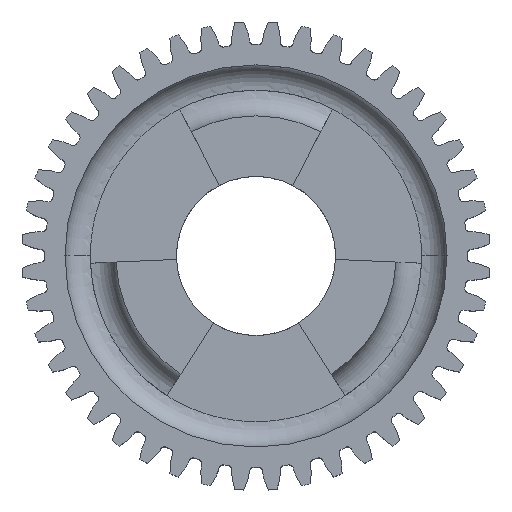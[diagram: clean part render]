
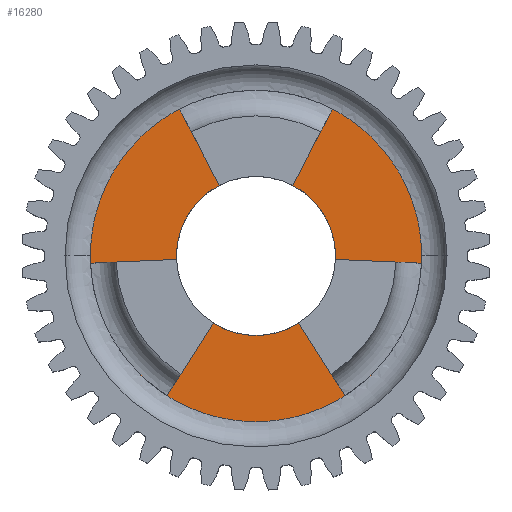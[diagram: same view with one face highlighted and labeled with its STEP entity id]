
A CAD part, top view. The second image highlights one B-rep face of the part: STEP entity #16280.
In plain terms, the highlighted planar face has unit normal (0, 0, 1).
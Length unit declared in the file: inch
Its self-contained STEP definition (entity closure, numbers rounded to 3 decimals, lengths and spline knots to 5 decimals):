
#33 = ORIENTED_EDGE ( 'NONE', *, *, #1865, .F. ) ;
#83 = DIRECTION ( 'NONE',  ( 1., 0., 0. ) ) ;
#479 = CIRCLE ( 'NONE', #5826, 0.8125 ) ;
#530 = EDGE_CURVE ( 'NONE', #17539, #9828, #11390, .T. ) ;
#940 = EDGE_CURVE ( 'NONE', #10659, #7042, #17073, .T. ) ;
#973 = CARTESIAN_POINT ( 'NONE',  ( -0.81173, -0.03544, 0.0375 ) ) ;
#994 = CIRCLE ( 'NONE', #7492, 0.39063 ) ;
#1141 = ORIENTED_EDGE ( 'NONE', *, *, #12043, .T. ) ;
#1273 = DIRECTION ( 'NONE',  ( 1., 0., 0. ) ) ;
#1387 = VERTEX_POINT ( 'NONE', #973 ) ;
#1598 = ORIENTED_EDGE ( 'NONE', *, *, #12808, .F. ) ;
#1599 = VERTEX_POINT ( 'NONE', #5185 ) ;
#1630 = ORIENTED_EDGE ( 'NONE', *, *, #16210, .F. ) ;
#1635 = CARTESIAN_POINT ( 'NONE',  ( 0.39025, -0.01704, 0.0375 ) ) ;
#1799 = DIRECTION ( 'NONE',  ( -0.999, -0.044, 0. ) ) ;
#1834 = ORIENTED_EDGE ( 'NONE', *, *, #940, .F. ) ;
#1865 = EDGE_CURVE ( 'NONE', #12689, #10948, #8332, .T. ) ;
#2182 = CARTESIAN_POINT ( 'NONE',  ( 0., 0., 0.0375 ) ) ;
#2258 = LINE ( 'NONE', #11718, #8749 ) ;
#2383 = CARTESIAN_POINT ( 'NONE',  ( 0.37517, 0.7207, 0.0375 ) ) ;
#2449 = CARTESIAN_POINT ( 'NONE',  ( 0., 0., 0.0375 ) ) ;
#2749 = ORIENTED_EDGE ( 'NONE', *, *, #9944, .T. ) ;
#2778 = ORIENTED_EDGE ( 'NONE', *, *, #14347, .F. ) ;
#3267 = ORIENTED_EDGE ( 'NONE', *, *, #17262, .F. ) ;
#3318 = DIRECTION ( 'NONE',  ( 0.537, -0.843, 0. ) ) ;
#3350 = ORIENTED_EDGE ( 'NONE', *, *, #7421, .F. ) ;
#3576 = DIRECTION ( 'NONE',  ( 1., 0., 0. ) ) ;
#3609 = CIRCLE ( 'NONE', #6642, 0.39063 ) ;
#3703 = DIRECTION ( 'NONE',  ( -0.999, 0.044, 0. ) ) ;
#3768 = CIRCLE ( 'NONE', #14687, 0.39063 ) ;
#3802 = VERTEX_POINT ( 'NONE', #7342 ) ;
#3827 = VERTEX_POINT ( 'NONE', #8744 ) ;
#3837 = DIRECTION ( 'NONE',  ( 1., 0., 0. ) ) ;
#4007 = CARTESIAN_POINT ( 'NONE',  ( -0.20988, -0.32945, 0.0375 ) ) ;
#4236 = DIRECTION ( 'NONE',  ( 0., 0., -1. ) ) ;
#4654 = VECTOR ( 'NONE', #6542, 39.37008 ) ;
#4659 = EDGE_CURVE ( 'NONE', #3802, #3827, #14282, .T. ) ;
#4809 = LINE ( 'NONE', #13046, #15510 ) ;
#5147 = PLANE ( 'NONE',  #15434 ) ;
#5185 = CARTESIAN_POINT ( 'NONE',  ( 0.43656, -0.68526, 0.0375 ) ) ;
#5354 = CARTESIAN_POINT ( 'NONE',  ( -0.39063, 0., 0.0375 ) ) ;
#5357 = CARTESIAN_POINT ( 'NONE',  ( -0.43656, -0.68526, 0.0375 ) ) ;
#5789 = FACE_OUTER_BOUND ( 'NONE', #11223, .T. ) ;
#5826 = AXIS2_PLACEMENT_3D ( 'NONE', #6785, #16556, #8180 ) ;
#5860 = EDGE_CURVE ( 'NONE', #9828, #13195, #994, .T. ) ;
#6542 = DIRECTION ( 'NONE',  ( 0.462, -0.887, 0. ) ) ;
#6642 = AXIS2_PLACEMENT_3D ( 'NONE', #17914, #9560, #1273 ) ;
#6716 = DIRECTION ( 'NONE',  ( 0.537, 0.843, 0. ) ) ;
#6785 = CARTESIAN_POINT ( 'NONE',  ( 0., 0., 0.0375 ) ) ;
#6930 = ORIENTED_EDGE ( 'NONE', *, *, #13335, .T. ) ;
#7042 = VERTEX_POINT ( 'NONE', #4007 ) ;
#7210 = DIRECTION ( 'NONE',  ( 1., 0., 0. ) ) ;
#7222 = CARTESIAN_POINT ( 'NONE',  ( 0., 0., 0.0375 ) ) ;
#7342 = CARTESIAN_POINT ( 'NONE',  ( -0.81292, 0., 0.0375 ) ) ;
#7421 = EDGE_CURVE ( 'NONE', #15948, #1387, #7683, .T. ) ;
#7492 = AXIS2_PLACEMENT_3D ( 'NONE', #16749, #8374, #83 ) ;
#7501 = DIRECTION ( 'NONE',  ( 0., 0., 1. ) ) ;
#7571 = DIRECTION ( 'NONE',  ( 0.462, 0.887, 0. ) ) ;
#7683 = LINE ( 'NONE', #11503, #15154 ) ;
#7921 = DIRECTION ( 'NONE',  ( 0., 0., 1. ) ) ;
#8128 = EDGE_CURVE ( 'NONE', #13195, #9804, #2258, .T. ) ;
#8180 = DIRECTION ( 'NONE',  ( 1., 0., 0. ) ) ;
#8181 = DIRECTION ( 'NONE',  ( 0., 0., 1. ) ) ;
#8257 = CARTESIAN_POINT ( 'NONE',  ( 0.20988, -0.32945, 0.0375 ) ) ;
#8332 = LINE ( 'NONE', #14912, #4654 ) ;
#8374 = DIRECTION ( 'NONE',  ( 0., 0., 1. ) ) ;
#8622 = DIRECTION ( 'NONE',  ( 1., 0., 0. ) ) ;
#8680 = EDGE_CURVE ( 'NONE', #14623, #15948, #3768, .T. ) ;
#8711 = AXIS2_PLACEMENT_3D ( 'NONE', #2449, #12162, #3837 ) ;
#8744 = CARTESIAN_POINT ( 'NONE',  ( 0.81292, 0., 0.0375 ) ) ;
#8749 = VECTOR ( 'NONE', #7571, 39.37008 ) ;
#8844 = AXIS2_PLACEMENT_3D ( 'NONE', #15890, #7501, #17256 ) ;
#8875 = AXIS2_PLACEMENT_3D ( 'NONE', #11464, #11422, #7210 ) ;
#8938 = AXIS2_PLACEMENT_3D ( 'NONE', #2182, #11897, #3576 ) ;
#9006 = CARTESIAN_POINT ( 'NONE',  ( -0.18037, 0.34649, 0.0375 ) ) ;
#9049 = CARTESIAN_POINT ( 'NONE',  ( -0.37517, 0.7207, 0.0375 ) ) ;
#9138 = VECTOR ( 'NONE', #3703, 39.37008 ) ;
#9478 = CIRCLE ( 'NONE', #8844, 0.39063 ) ;
#9560 = DIRECTION ( 'NONE',  ( 0., 0., 1. ) ) ;
#9804 = VERTEX_POINT ( 'NONE', #2383 ) ;
#9828 = VERTEX_POINT ( 'NONE', #12099 ) ;
#9944 = EDGE_CURVE ( 'NONE', #3827, #3802, #11357, .T. ) ;
#10449 = CIRCLE ( 'NONE', #8938, 0.8125 ) ;
#10615 = CARTESIAN_POINT ( 'NONE',  ( 0., 0., 0.0375 ) ) ;
#10639 = AXIS2_PLACEMENT_3D ( 'NONE', #7222, #16990, #8622 ) ;
#10659 = VERTEX_POINT ( 'NONE', #5357 ) ;
#10678 = CIRCLE ( 'NONE', #16107, 0.8125 ) ;
#10850 = EDGE_LOOP ( 'NONE', ( #33, #15170, #15293, #16363, #14292, #1598, #1141, #2778, #1630, #1834, #6930, #3350, #14677, #3267 ) ) ;
#10948 = VERTEX_POINT ( 'NONE', #9006 ) ;
#11123 = CARTESIAN_POINT ( 'NONE',  ( 0.18037, 0.34649, 0.0375 ) ) ;
#11223 = EDGE_LOOP ( 'NONE', ( #2749, #15108 ) ) ;
#11357 = CIRCLE ( 'NONE', #8711, 0.81292 ) ;
#11390 = CIRCLE ( 'NONE', #8875, 0.39063 ) ;
#11422 = DIRECTION ( 'NONE',  ( 0., 0., 1. ) ) ;
#11464 = CARTESIAN_POINT ( 'NONE',  ( 0., 0., 0.0375 ) ) ;
#11503 = CARTESIAN_POINT ( 'NONE',  ( 0., 0., 0.0375 ) ) ;
#11718 = CARTESIAN_POINT ( 'NONE',  ( 0., 0., 0.0375 ) ) ;
#11897 = DIRECTION ( 'NONE',  ( 0., 0., -1. ) ) ;
#11922 = VERTEX_POINT ( 'NONE', #8257 ) ;
#12043 = EDGE_CURVE ( 'NONE', #16628, #1599, #10449, .T. ) ;
#12099 = CARTESIAN_POINT ( 'NONE',  ( 0.39063, 0., 0.0375 ) ) ;
#12162 = DIRECTION ( 'NONE',  ( 0., 0., 1. ) ) ;
#12561 = CARTESIAN_POINT ( 'NONE',  ( 0., 0., 0.0375 ) ) ;
#12689 = VERTEX_POINT ( 'NONE', #9049 ) ;
#12808 = EDGE_CURVE ( 'NONE', #16628, #17539, #16608, .T. ) ;
#13046 = CARTESIAN_POINT ( 'NONE',  ( 0., 0., 0.0375 ) ) ;
#13195 = VERTEX_POINT ( 'NONE', #11123 ) ;
#13202 = FACE_BOUND ( 'NONE', #10850, .T. ) ;
#13211 = CARTESIAN_POINT ( 'NONE',  ( -0.39025, -0.01704, 0.0375 ) ) ;
#13335 = EDGE_CURVE ( 'NONE', #10659, #1387, #479, .T. ) ;
#13375 = VECTOR ( 'NONE', #6716, 39.37008 ) ;
#13729 = EDGE_CURVE ( 'NONE', #12689, #9804, #10678, .T. ) ;
#13979 = DIRECTION ( 'NONE',  ( 1., 0., 0. ) ) ;
#14282 = CIRCLE ( 'NONE', #10639, 0.81292 ) ;
#14292 = ORIENTED_EDGE ( 'NONE', *, *, #530, .F. ) ;
#14347 = EDGE_CURVE ( 'NONE', #11922, #1599, #4809, .T. ) ;
#14623 = VERTEX_POINT ( 'NONE', #5354 ) ;
#14677 = ORIENTED_EDGE ( 'NONE', *, *, #8680, .F. ) ;
#14687 = AXIS2_PLACEMENT_3D ( 'NONE', #16557, #8181, #17933 ) ;
#14899 = CARTESIAN_POINT ( 'NONE',  ( 0., 0., 0.0375 ) ) ;
#14912 = CARTESIAN_POINT ( 'NONE',  ( 0., 0., 0.0375 ) ) ;
#15100 = CARTESIAN_POINT ( 'NONE',  ( 0., 0., 0.0375 ) ) ;
#15108 = ORIENTED_EDGE ( 'NONE', *, *, #4659, .T. ) ;
#15154 = VECTOR ( 'NONE', #1799, 39.37008 ) ;
#15170 = ORIENTED_EDGE ( 'NONE', *, *, #13729, .T. ) ;
#15293 = ORIENTED_EDGE ( 'NONE', *, *, #8128, .F. ) ;
#15434 = AXIS2_PLACEMENT_3D ( 'NONE', #14899, #7921, #17670 ) ;
#15510 = VECTOR ( 'NONE', #3318, 39.37008 ) ;
#15890 = CARTESIAN_POINT ( 'NONE',  ( 0., 0., 0.0375 ) ) ;
#15948 = VERTEX_POINT ( 'NONE', #13211 ) ;
#16107 = AXIS2_PLACEMENT_3D ( 'NONE', #12561, #4236, #13979 ) ;
#16210 = EDGE_CURVE ( 'NONE', #7042, #11922, #9478, .T. ) ;
#16280 = ADVANCED_FACE ( 'NONE', ( #5789, #13202 ), #5147, .T. ) ;
#16363 = ORIENTED_EDGE ( 'NONE', *, *, #5860, .F. ) ;
#16556 = DIRECTION ( 'NONE',  ( 0., 0., -1. ) ) ;
#16557 = CARTESIAN_POINT ( 'NONE',  ( 0., 0., 0.0375 ) ) ;
#16608 = LINE ( 'NONE', #10615, #9138 ) ;
#16628 = VERTEX_POINT ( 'NONE', #17798 ) ;
#16749 = CARTESIAN_POINT ( 'NONE',  ( 0., 0., 0.0375 ) ) ;
#16990 = DIRECTION ( 'NONE',  ( 0., 0., 1. ) ) ;
#17073 = LINE ( 'NONE', #15100, #13375 ) ;
#17256 = DIRECTION ( 'NONE',  ( 1., 0., 0. ) ) ;
#17262 = EDGE_CURVE ( 'NONE', #10948, #14623, #3609, .T. ) ;
#17539 = VERTEX_POINT ( 'NONE', #1635 ) ;
#17670 = DIRECTION ( 'NONE',  ( 1., 0., 0. ) ) ;
#17798 = CARTESIAN_POINT ( 'NONE',  ( 0.81173, -0.03544, 0.0375 ) ) ;
#17914 = CARTESIAN_POINT ( 'NONE',  ( 0., 0., 0.0375 ) ) ;
#17933 = DIRECTION ( 'NONE',  ( 1., 0., 0. ) ) ;
